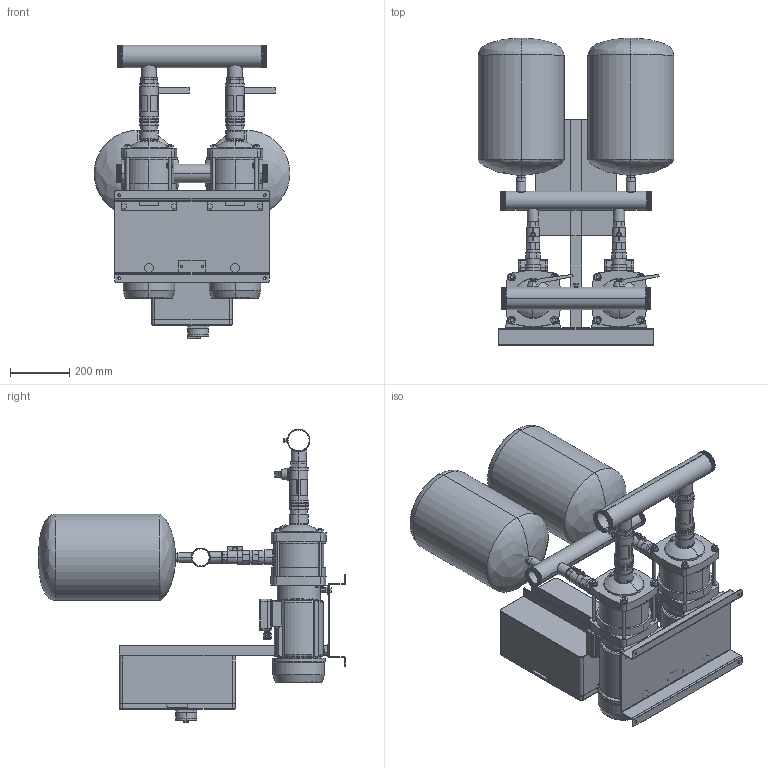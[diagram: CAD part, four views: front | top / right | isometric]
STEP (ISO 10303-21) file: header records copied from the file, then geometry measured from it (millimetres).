
FILE_DESCRIPTION (( 'STEP AP214' ), '1' );
FILE_NAME ('2EH 20-3 TS.STEP', '2022-03-02T09:46:53', ( '' ), ( '' ), 'SwSTEP 2.0', 'SolidWorks 2020', '' );
FILE_SCHEMA (( 'AUTOMOTIVE_DESIGN' ));
Length unit declared in the file: mil
Products named in the file (1): 2EH 20-3 TS
Bounding box: 660 x 1035 x 990 mm (x, y, z)
Volume: 85038789 mm3; surface area: 4975300.6 mm2
Topology: 76 solids, 77 shells, 1816 faces, 4354 edges, 2813 vertices
Faces by surface type: plane 838, cylinder 785, cone 112, bspline 38, torus 33, sphere 10
Entity records: 77323 total; most frequent: CARTESIAN_POINT 32799, DIRECTION 8800, ORIENTED_EDGE 8696, EDGE_CURVE 4348, AXIS2_PLACEMENT_3D 3247, VERTEX_POINT 2813, LINE 2306, VECTOR 2306
